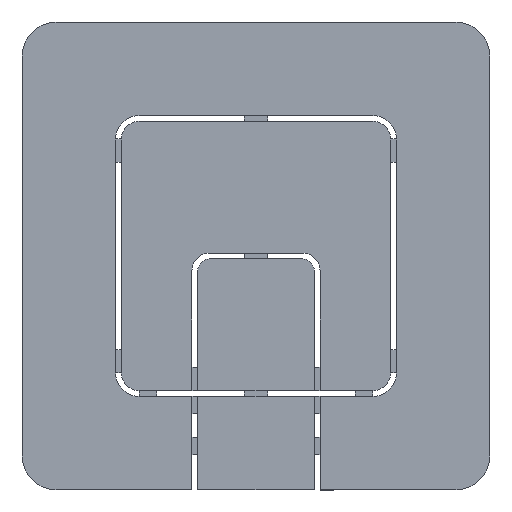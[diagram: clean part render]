
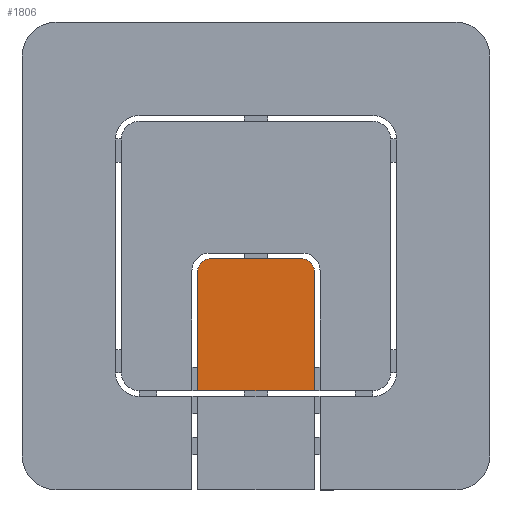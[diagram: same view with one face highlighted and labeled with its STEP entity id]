
A CAD part, left-side view. The second image highlights one B-rep face of the part: STEP entity #1806.
In plain terms, the highlighted planar face has unit normal (-1, 0, 0).
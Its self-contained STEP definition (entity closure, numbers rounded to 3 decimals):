
#13 = CIRCLE ( 'NONE', #1095, 1. ) ;
#96 = DIRECTION ( 'NONE',  ( 0., 0., 1. ) ) ;
#139 = VERTEX_POINT ( 'NONE', #1724 ) ;
#253 = DIRECTION ( 'NONE',  ( 0., -1., 0. ) ) ;
#396 = AXIS2_PLACEMENT_3D ( 'NONE', #694, #1044, #96 ) ;
#409 = ORIENTED_EDGE ( 'NONE', *, *, #1329, .F. ) ;
#441 = VERTEX_POINT ( 'NONE', #2142 ) ;
#460 = DIRECTION ( 'NONE',  ( 0., 0.707, 0.707 ) ) ;
#517 = ORIENTED_EDGE ( 'NONE', *, *, #894, .F. ) ;
#617 = EDGE_CURVE ( 'NONE', #1369, #3849, #770, .T. ) ;
#624 = ORIENTED_EDGE ( 'NONE', *, *, #2245, .F. ) ;
#694 = CARTESIAN_POINT ( 'NONE',  ( 0., 0., 14.004 ) ) ;
#695 = DIRECTION ( 'NONE',  ( 0., 1., 0. ) ) ;
#770 = CIRCLE ( 'NONE', #3802, 1. ) ;
#847 = CARTESIAN_POINT ( 'NONE',  ( 0., 4.975, 18.75 ) ) ;
#894 = EDGE_CURVE ( 'NONE', #969, #139, #1379, .T. ) ;
#926 = ORIENTED_EDGE ( 'NONE', *, *, #4059, .F. ) ;
#969 = VERTEX_POINT ( 'NONE', #4032 ) ;
#991 = DIRECTION ( 'NONE',  ( 1., 0., 0. ) ) ;
#1044 = DIRECTION ( 'NONE',  ( -1., 0., 0. ) ) ;
#1095 = AXIS2_PLACEMENT_3D ( 'NONE', #3810, #2514, #1941 ) ;
#1140 = ORIENTED_EDGE ( 'NONE', *, *, #2958, .F. ) ;
#1168 = VECTOR ( 'NONE', #1743, 1000. ) ;
#1192 = AXIS2_PLACEMENT_3D ( 'NONE', #2452, #1858, #1572 ) ;
#1329 = EDGE_CURVE ( 'NONE', #2271, #441, #1532, .T. ) ;
#1369 = VERTEX_POINT ( 'NONE', #847 ) ;
#1379 = CIRCLE ( 'NONE', #1192, 1. ) ;
#1488 = CARTESIAN_POINT ( 'NONE',  ( 0., 4.682, 19.457 ) ) ;
#1492 = CARTESIAN_POINT ( 'NONE',  ( 0., 3.975, 19.75 ) ) ;
#1502 = CARTESIAN_POINT ( 'NONE',  ( 0., 3.975, 19.75 ) ) ;
#1530 = LINE ( 'NONE', #1492, #2795 ) ;
#1532 = LINE ( 'NONE', #2383, #2754 ) ;
#1572 = DIRECTION ( 'NONE',  ( 0., -0.707, 0.707 ) ) ;
#1641 = PLANE ( 'NONE',  #396 ) ;
#1666 = LINE ( 'NONE', #2002, #3223 ) ;
#1724 = CARTESIAN_POINT ( 'NONE',  ( 0., -4.682, 19.457 ) ) ;
#1743 = DIRECTION ( 'NONE',  ( 0., 0., 1. ) ) ;
#1776 = CIRCLE ( 'NONE', #2520, 1. ) ;
#1806 = ADVANCED_FACE ( 'NONE', ( #2407 ), #1641, .T. ) ;
#1858 = DIRECTION ( 'NONE',  ( 1., 0., 0. ) ) ;
#1941 = DIRECTION ( 'NONE',  ( 0., -0.707, 0.707 ) ) ;
#2002 = CARTESIAN_POINT ( 'NONE',  ( 0., -4.975, 8.5 ) ) ;
#2142 = CARTESIAN_POINT ( 'NONE',  ( 0., -4.975, 8.5 ) ) ;
#2234 = CARTESIAN_POINT ( 'NONE',  ( 0., 4.975, 8.5 ) ) ;
#2245 = EDGE_CURVE ( 'NONE', #3458, #1369, #2739, .T. ) ;
#2271 = VERTEX_POINT ( 'NONE', #3718 ) ;
#2308 = ORIENTED_EDGE ( 'NONE', *, *, #617, .F. ) ;
#2360 = DIRECTION ( 'NONE',  ( 1., 0., 0. ) ) ;
#2383 = CARTESIAN_POINT ( 'NONE',  ( 0., -4.975, 18.75 ) ) ;
#2407 = FACE_OUTER_BOUND ( 'NONE', #4007, .T. ) ;
#2452 = CARTESIAN_POINT ( 'NONE',  ( 0., -3.975, 18.75 ) ) ;
#2514 = DIRECTION ( 'NONE',  ( 1., 0., 0. ) ) ;
#2520 = AXIS2_PLACEMENT_3D ( 'NONE', #2889, #991, #2586 ) ;
#2586 = DIRECTION ( 'NONE',  ( 0., 0.707, 0.707 ) ) ;
#2672 = ORIENTED_EDGE ( 'NONE', *, *, #2883, .F. ) ;
#2739 = LINE ( 'NONE', #3971, #1168 ) ;
#2754 = VECTOR ( 'NONE', #2963, 1000. ) ;
#2795 = VECTOR ( 'NONE', #253, 1000. ) ;
#2883 = EDGE_CURVE ( 'NONE', #3944, #969, #1530, .T. ) ;
#2889 = CARTESIAN_POINT ( 'NONE',  ( 0., 3.975, 18.75 ) ) ;
#2958 = EDGE_CURVE ( 'NONE', #3849, #3944, #1776, .T. ) ;
#2963 = DIRECTION ( 'NONE',  ( 0., 0., -1. ) ) ;
#3223 = VECTOR ( 'NONE', #695, 1000. ) ;
#3458 = VERTEX_POINT ( 'NONE', #2234 ) ;
#3528 = EDGE_CURVE ( 'NONE', #441, #3458, #1666, .T. ) ;
#3594 = CARTESIAN_POINT ( 'NONE',  ( 0., 3.975, 18.75 ) ) ;
#3718 = CARTESIAN_POINT ( 'NONE',  ( 0., -4.975, 18.75 ) ) ;
#3758 = ORIENTED_EDGE ( 'NONE', *, *, #3528, .F. ) ;
#3802 = AXIS2_PLACEMENT_3D ( 'NONE', #3594, #2360, #460 ) ;
#3810 = CARTESIAN_POINT ( 'NONE',  ( 0., -3.975, 18.75 ) ) ;
#3849 = VERTEX_POINT ( 'NONE', #1488 ) ;
#3944 = VERTEX_POINT ( 'NONE', #1502 ) ;
#3971 = CARTESIAN_POINT ( 'NONE',  ( 0., 4.975, 8.5 ) ) ;
#4007 = EDGE_LOOP ( 'NONE', ( #624, #3758, #409, #926, #517, #2672, #1140, #2308 ) ) ;
#4032 = CARTESIAN_POINT ( 'NONE',  ( 0., -3.975, 19.75 ) ) ;
#4059 = EDGE_CURVE ( 'NONE', #139, #2271, #13, .T. ) ;
